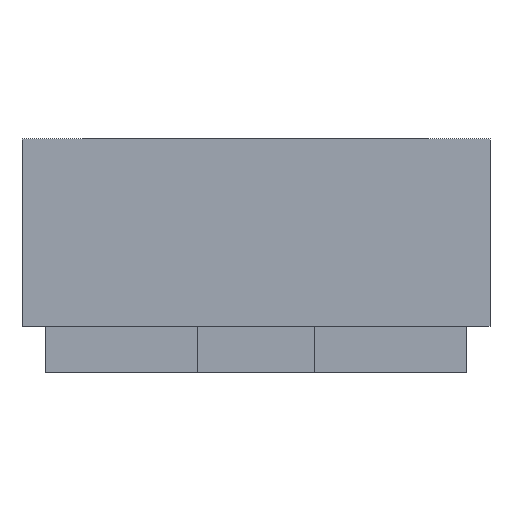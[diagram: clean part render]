
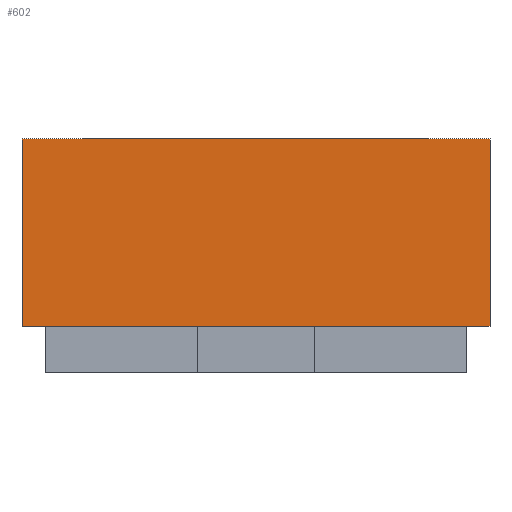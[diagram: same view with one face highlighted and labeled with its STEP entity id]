
A CAD part, front view. The second image highlights one B-rep face of the part: STEP entity #602.
In plain terms, the highlighted planar face has unit normal (0, -1, 0).
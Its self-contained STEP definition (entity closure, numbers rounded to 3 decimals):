
#117=CARTESIAN_POINT('Vertex',(9.,-15.5,0.)) ;
#219=CARTESIAN_POINT('Vertex',(-9.,-15.5,0.)) ;
#497=CARTESIAN_POINT('Vertex',(-10.,-15.5,0.)) ;
#500=CARTESIAN_POINT('Line Origine',(-10.,-15.5,4.)) ;
#504=CARTESIAN_POINT('Vertex',(-10.,-15.5,8.)) ;
#524=CARTESIAN_POINT('Line Origine',(-9.5,-15.5,0.)) ;
#540=CARTESIAN_POINT('Vertex',(10.,-15.5,0.)) ;
#543=CARTESIAN_POINT('Line Origine',(9.5,-15.5,0.)) ;
#560=CARTESIAN_POINT('Line Origine',(10.,-15.5,4.)) ;
#564=CARTESIAN_POINT('Vertex',(10.,-15.5,8.)) ;
#579=CARTESIAN_POINT('Axis2P3D Location',(10.,-15.5,0.)) ;
#584=CARTESIAN_POINT('Line Origine',(0.,-15.5,0.)) ;
#589=CARTESIAN_POINT('Line Origine',(0.,-15.5,8.)) ;
#501=DIRECTION('Vector Direction',(0.,0.,1.)) ;
#525=DIRECTION('Vector Direction',(-1.,0.,0.)) ;
#544=DIRECTION('Vector Direction',(-1.,0.,0.)) ;
#561=DIRECTION('Vector Direction',(0.,0.,1.)) ;
#580=DIRECTION('Axis2P3D Direction',(0.,1.,-0.)) ;
#581=DIRECTION('Axis2P3D XDirection',(-1.,0.,0.)) ;
#585=DIRECTION('Vector Direction',(-1.,0.,0.)) ;
#590=DIRECTION('Vector Direction',(-1.,0.,0.)) ;
#582=AXIS2_PLACEMENT_3D('Plane Axis2P3D',#579,#580,#581) ;
#595=ORIENTED_EDGE('',*,*,#506,.F.) ;
#596=ORIENTED_EDGE('',*,*,#528,.T.) ;
#597=ORIENTED_EDGE('',*,*,#588,.T.) ;
#598=ORIENTED_EDGE('',*,*,#547,.T.) ;
#599=ORIENTED_EDGE('',*,*,#566,.T.) ;
#600=ORIENTED_EDGE('',*,*,#593,.F.) ;
#502=VECTOR('Line Direction',#501,1.) ;
#526=VECTOR('Line Direction',#525,1.) ;
#545=VECTOR('Line Direction',#544,1.) ;
#562=VECTOR('Line Direction',#561,1.) ;
#586=VECTOR('Line Direction',#585,1.) ;
#591=VECTOR('Line Direction',#590,1.) ;
#602=ADVANCED_FACE('PartBody',(#601),#583,.F.) ;
#506=EDGE_CURVE('',#498,#505,#503,.T.) ;
#528=EDGE_CURVE('',#498,#220,#527,.F.) ;
#547=EDGE_CURVE('',#118,#541,#546,.F.) ;
#566=EDGE_CURVE('',#541,#565,#563,.T.) ;
#588=EDGE_CURVE('',#220,#118,#587,.F.) ;
#593=EDGE_CURVE('',#505,#565,#592,.F.) ;
#594=EDGE_LOOP('',(#595,#596,#597,#598,#599,#600)) ;
#601=FACE_OUTER_BOUND('',#594,.T.) ;
#503=LINE('Line',#500,#502) ;
#527=LINE('Line',#524,#526) ;
#546=LINE('Line',#543,#545) ;
#563=LINE('Line',#560,#562) ;
#587=LINE('Line',#584,#586) ;
#592=LINE('Line',#589,#591) ;
#583=PLANE('Plane',#582) ;
#118=VERTEX_POINT('',#117) ;
#220=VERTEX_POINT('',#219) ;
#498=VERTEX_POINT('',#497) ;
#505=VERTEX_POINT('',#504) ;
#541=VERTEX_POINT('',#540) ;
#565=VERTEX_POINT('',#564) ;
